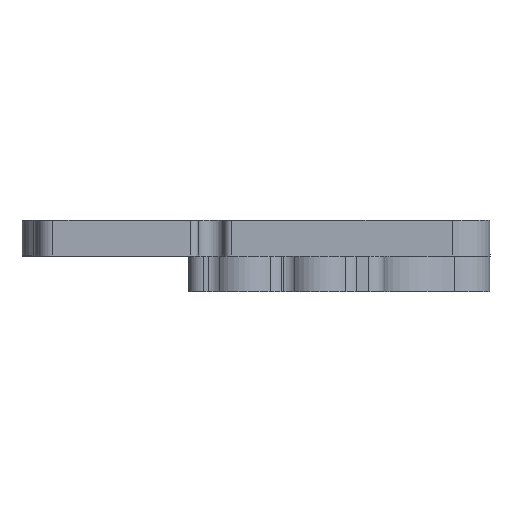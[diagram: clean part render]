
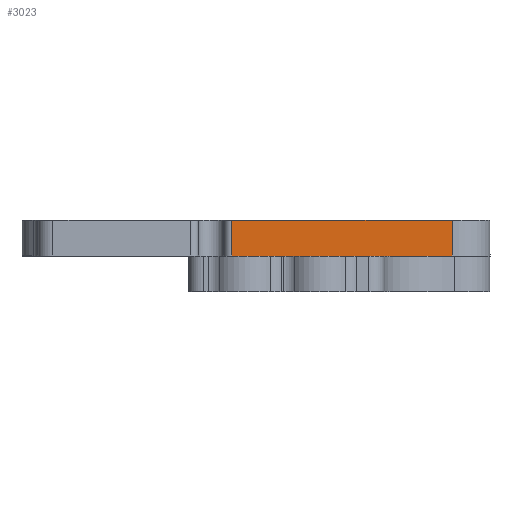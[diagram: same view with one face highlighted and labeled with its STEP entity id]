
A CAD part, left-side view. The second image highlights one B-rep face of the part: STEP entity #3023.
In plain terms, the highlighted planar face has unit normal (-1, 0, 0).
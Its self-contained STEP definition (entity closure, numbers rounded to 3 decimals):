
#122=PLANE('',#3331);
#161=FACE_OUTER_BOUND('',#360,.T.);
#360=EDGE_LOOP('',(#2164,#2165,#2166,#2167));
#558=LINE('',#4725,#767);
#570=LINE('',#4845,#779);
#586=LINE('',#4977,#795);
#588=LINE('',#4980,#797);
#767=VECTOR('',#3679,10.);
#779=VECTOR('',#3795,10.);
#795=VECTOR('',#3921,10.);
#797=VECTOR('',#3925,10.);
#1240=VERTEX_POINT('',#4722);
#1241=VERTEX_POINT('',#4724);
#1296=VERTEX_POINT('',#4842);
#1297=VERTEX_POINT('',#4844);
#1545=EDGE_CURVE('',#1240,#1241,#558,.F.);
#1605=EDGE_CURVE('',#1297,#1296,#570,.F.);
#1672=EDGE_CURVE('',#1297,#1240,#586,.T.);
#1674=EDGE_CURVE('',#1241,#1296,#588,.T.);
#2164=ORIENTED_EDGE('',*,*,#1672,.F.);
#2165=ORIENTED_EDGE('',*,*,#1605,.T.);
#2166=ORIENTED_EDGE('',*,*,#1674,.F.);
#2167=ORIENTED_EDGE('',*,*,#1545,.F.);
#3023=ADVANCED_FACE('',(#161),#122,.T.);
#3331=AXIS2_PLACEMENT_3D('',#4979,#3923,#3924);
#3679=DIRECTION('',(0.,1.,0.));
#3795=DIRECTION('',(0.,1.,0.));
#3921=DIRECTION('',(0.,0.,1.));
#3923=DIRECTION('center_axis',(-1.,0.,0.));
#3924=DIRECTION('ref_axis',(0.,-1.,0.));
#3925=DIRECTION('',(0.,0.,-1.));
#4722=CARTESIAN_POINT('',(15.012,7.707,41.046));
#4724=CARTESIAN_POINT('',(15.012,-21.593,41.046));
#4725=CARTESIAN_POINT('',(15.012,6.707,41.046));
#4842=CARTESIAN_POINT('',(15.012,-21.593,36.296));
#4844=CARTESIAN_POINT('',(15.012,7.707,36.296));
#4845=CARTESIAN_POINT('',(15.012,6.707,36.296));
#4977=CARTESIAN_POINT('',(15.012,7.707,38.671));
#4979=CARTESIAN_POINT('Origin',(15.012,1.507,36.296));
#4980=CARTESIAN_POINT('',(15.012,-21.593,36.296));
